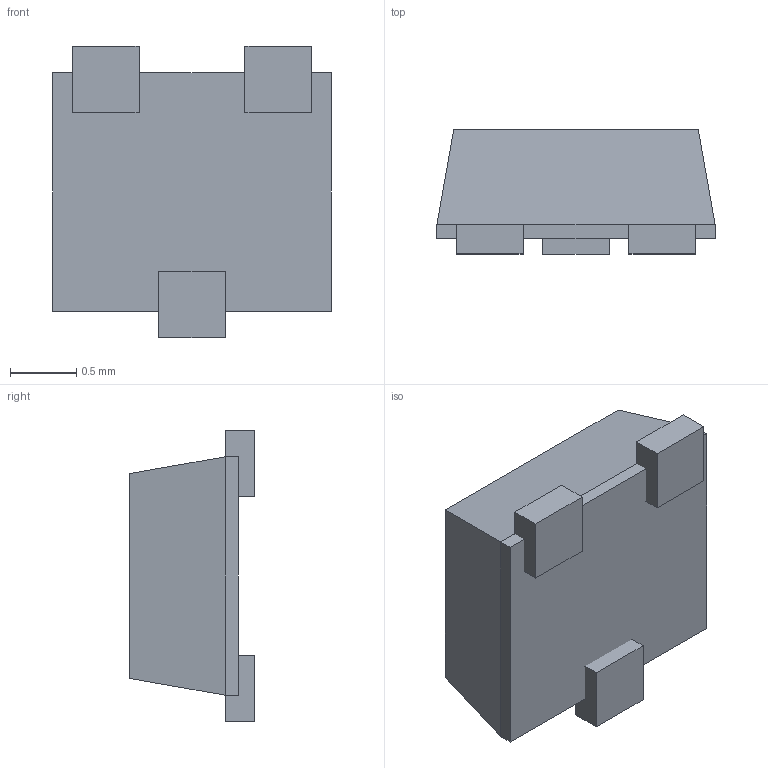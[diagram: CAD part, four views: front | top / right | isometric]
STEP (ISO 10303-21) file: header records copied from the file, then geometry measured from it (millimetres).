
FILE_DESCRIPTION (( 'STEP AP214' ), '1' );
FILE_NAME ('78757801-1400-4033-8A87-9706201E455D.STEP', '2023-07-04T16:12:06', ( '' ), ( '' ), 'SwSTEP 2.0', 'SolidWorks 2022', '' );
FILE_SCHEMA (( 'AUTOMOTIVE_DESIGN' ));
Length unit declared in the file: millimetre
Products named in the file (1): 78757801-1400-4033-8A87-9706201E455D
Bounding box: 2.1 x 0.94 x 2.2 mm (x, y, z)
Volume: 2.9 mm3; surface area: 15.6 mm2
Topology: 4 solids, 4 shells, 92 faces, 223 edges, 144 vertices
Faces by surface type: plane 71, bspline 21
Entity records: 3836 total; most frequent: CARTESIAN_POINT 1657, ORIENTED_EDGE 446, DIRECTION 325, EDGE_CURVE 223, VECTOR 181, LINE 181, VERTEX_POINT 144, EDGE_LOOP 97
